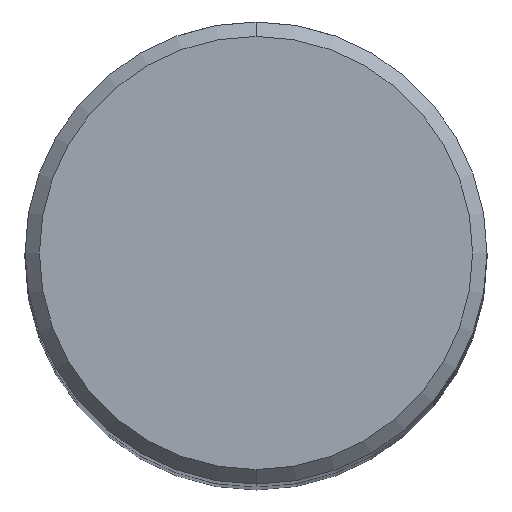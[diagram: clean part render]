
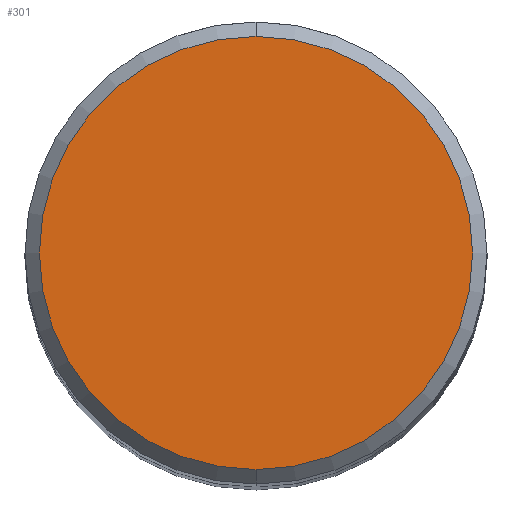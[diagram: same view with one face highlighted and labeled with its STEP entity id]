
A CAD part, top view. The second image highlights one B-rep face of the part: STEP entity #301.
In plain terms, the highlighted planar face has unit normal (0, 0, 1).
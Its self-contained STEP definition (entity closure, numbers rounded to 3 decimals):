
#181=VERTEX_POINT('',#459);
#267=EDGE_CURVE('',#181,#355,#551,.T.);
#281=EDGE_CURVE('',#355,#181,#566,.T.);
#301=ADVANCED_FACE('',(#586),#587,.T.);
#355=VERTEX_POINT('',#646);
#459=CARTESIAN_POINT('',(0.0,15.0,0.0));
#551=CIRCLE('',#999,15.0);
#566=CIRCLE('',#1020,15.0);
#586=FACE_OUTER_BOUND('',#1143,.T.);
#587=PLANE('',#1144);
#646=CARTESIAN_POINT('',(0.,-15.0,0.0));
#999=AXIS2_PLACEMENT_3D('',#1586,#1587,#1588);
#1020=AXIS2_PLACEMENT_3D('',#1615,#1616,#1617);
#1143=EDGE_LOOP('',(#1622,#1623));
#1144=AXIS2_PLACEMENT_3D('',#1624,#1625,#1626);
#1586=CARTESIAN_POINT('',(0.0,0.0,0.0));
#1587=DIRECTION('',(0.0,0.0,-1.0));
#1588=DIRECTION('',(0.0,1.0,0.0));
#1615=CARTESIAN_POINT('',(0.0,0.0,0.0));
#1616=DIRECTION('',(0.0,0.0,-1.0));
#1617=DIRECTION('',(0.0,1.0,0.0));
#1622=ORIENTED_EDGE('',*,*,#267,.F.);
#1623=ORIENTED_EDGE('',*,*,#281,.F.);
#1624=CARTESIAN_POINT('',(0.0,7.5,0.0));
#1625=DIRECTION('',(-0.0,0.0,1.0));
#1626=DIRECTION('',(0.0,-1.0,0.0));
